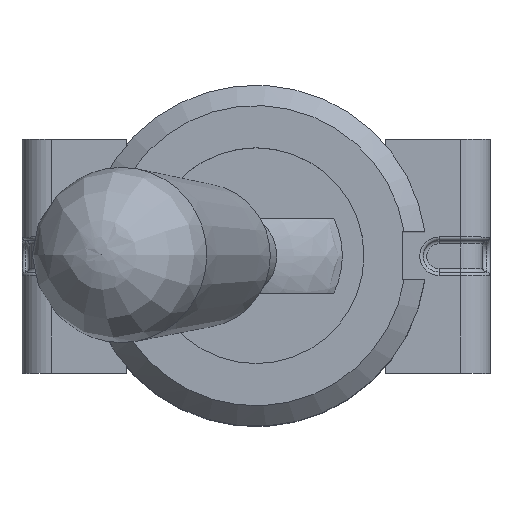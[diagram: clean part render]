
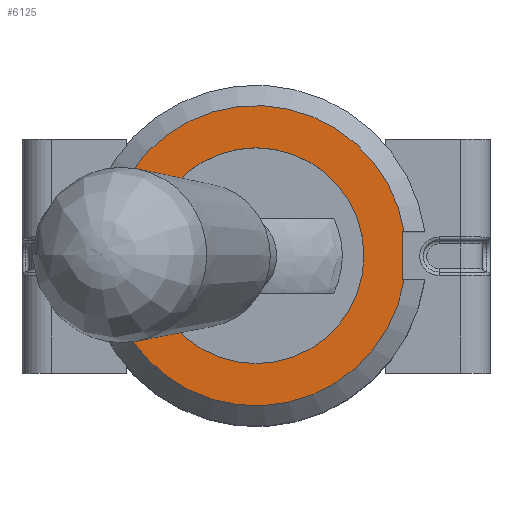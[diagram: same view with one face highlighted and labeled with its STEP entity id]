
A CAD part, top view. The second image highlights one B-rep face of the part: STEP entity #6125.
In plain terms, the highlighted planar face has unit normal (0, 0, 1).
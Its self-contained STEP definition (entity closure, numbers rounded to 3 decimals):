
#69=FACE_BOUND('',#770,.T.);
#199=PLANE('',#6558);
#417=FACE_OUTER_BOUND('',#769,.T.);
#769=EDGE_LOOP('',(#4481,#4482,#4483,#4484));
#770=EDGE_LOOP('',(#4485));
#1267=LINE('',#9519,#1863);
#1268=LINE('',#9521,#1864);
#1269=LINE('',#9522,#1865);
#1863=VECTOR('',#7623,10.);
#1864=VECTOR('',#7624,10.);
#1865=VECTOR('',#7625,10.);
#2239=CIRCLE('',#6557,5.215);
#2240=CIRCLE('',#6559,3.75);
#2644=VERTEX_POINT('',#9505);
#2647=VERTEX_POINT('',#9512);
#2648=VERTEX_POINT('',#9518);
#2649=VERTEX_POINT('',#9520);
#2650=VERTEX_POINT('',#9523);
#3295=EDGE_CURVE('',#2647,#2644,#2239,.T.);
#3296=EDGE_CURVE('',#2648,#2647,#1267,.T.);
#3297=EDGE_CURVE('',#2649,#2648,#1268,.T.);
#3298=EDGE_CURVE('',#2644,#2649,#1269,.T.);
#3299=EDGE_CURVE('',#2650,#2650,#2240,.T.);
#4481=ORIENTED_EDGE('',*,*,#3295,.F.);
#4482=ORIENTED_EDGE('',*,*,#3296,.F.);
#4483=ORIENTED_EDGE('',*,*,#3297,.F.);
#4484=ORIENTED_EDGE('',*,*,#3298,.F.);
#4485=ORIENTED_EDGE('',*,*,#3299,.T.);
#6125=ADVANCED_FACE('',(#417,#69),#199,.T.);
#6557=AXIS2_PLACEMENT_3D('',#9516,#7619,#7620);
#6558=AXIS2_PLACEMENT_3D('',#9517,#7621,#7622);
#6559=AXIS2_PLACEMENT_3D('',#9524,#7626,#7627);
#7619=DIRECTION('center_axis',(0.,0.,
-1.));
#7620=DIRECTION('ref_axis',(-0.99,-0.139,0.));
#7621=DIRECTION('center_axis',(0.,0.,
1.));
#7622=DIRECTION('ref_axis',(-1.,0.,0.));
#7623=DIRECTION('',(1.,0.,0.));
#7624=DIRECTION('',(0.,-1.,0.));
#7625=DIRECTION('',(-1.,0.,0.));
#7626=DIRECTION('center_axis',(0.,0.,
-1.));
#7627=DIRECTION('ref_axis',(1.,0.,0.));
#9505=CARTESIAN_POINT('',(5.149,0.825,20.78));
#9512=CARTESIAN_POINT('',(5.149,-0.825,20.78));
#9516=CARTESIAN_POINT('Origin',(0.,0.,
20.78));
#9517=CARTESIAN_POINT('Origin',(0.706,0.,
20.78));
#9518=CARTESIAN_POINT('',(5.077,-0.825,20.78));
#9519=CARTESIAN_POINT('',(5.867,-0.825,20.78));
#9520=CARTESIAN_POINT('',(5.077,0.825,20.78));
#9521=CARTESIAN_POINT('',(5.077,-0.825,20.78));
#9522=CARTESIAN_POINT('',(5.077,0.825,20.78));
#9523=CARTESIAN_POINT('',(-3.75,0.,20.78));
#9524=CARTESIAN_POINT('Origin',(0.,0.,
20.78));
